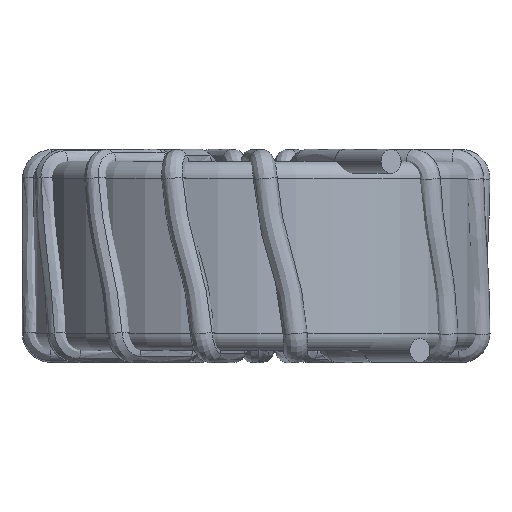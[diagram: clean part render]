
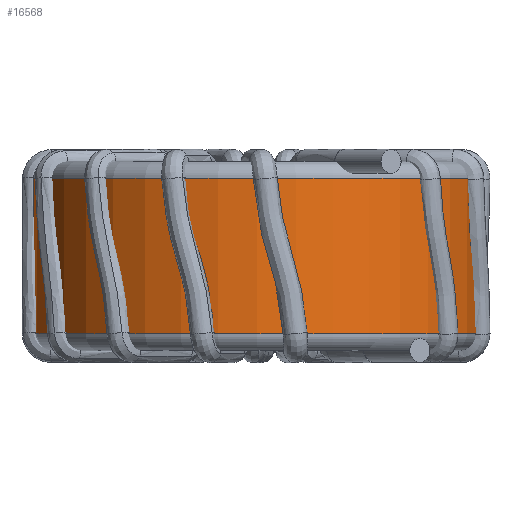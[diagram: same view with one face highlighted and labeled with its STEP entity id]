
A CAD part, front view. The second image highlights one B-rep face of the part: STEP entity #16568.
In plain terms, the highlighted cylindrical face has radius 6.525 mm (diameter 13.05 mm), a partial arc.
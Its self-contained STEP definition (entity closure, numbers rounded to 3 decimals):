
#43 = DIRECTION ( 'NONE',  ( 1., 0., 0. ) ) ;
#176 = AXIS2_PLACEMENT_3D ( 'NONE', #4534, #23245, #27192 ) ;
#704 = ORIENTED_EDGE ( 'NONE', *, *, #15007, .T. ) ;
#2161 = DIRECTION ( 'NONE',  ( 0., 0., 1. ) ) ;
#4534 = CARTESIAN_POINT ( 'NONE',  ( 0., 0., 0. ) ) ;
#4759 = FACE_OUTER_BOUND ( 'NONE', #22416, .T. ) ;
#5058 = LINE ( 'NONE', #10588, #23101 ) ;
#5203 = VERTEX_POINT ( 'NONE', #5934 ) ;
#5934 = CARTESIAN_POINT ( 'NONE',  ( 6.525, 0., -2.265 ) ) ;
#6173 = VERTEX_POINT ( 'NONE', #20893 ) ;
#6227 = CARTESIAN_POINT ( 'NONE',  ( 6.525, 0., 2.265 ) ) ;
#6644 = CIRCLE ( 'NONE', #22657, 6.525 ) ;
#8911 = VERTEX_POINT ( 'NONE', #14143 ) ;
#9039 = CYLINDRICAL_SURFACE ( 'NONE', #176, 6.525 ) ;
#10588 = CARTESIAN_POINT ( 'NONE',  ( -6.525, 0., 0. ) ) ;
#12977 = VECTOR ( 'NONE', #18793, 1000. ) ;
#13485 = DIRECTION ( 'NONE',  ( 1., 0., 0. ) ) ;
#13795 = EDGE_CURVE ( 'NONE', #5203, #23050, #18544, .T. ) ;
#14061 = EDGE_CURVE ( 'NONE', #6173, #23050, #6644, .T. ) ;
#14143 = CARTESIAN_POINT ( 'NONE',  ( -6.525, 0., -2.265 ) ) ;
#14785 = DIRECTION ( 'NONE',  ( 0., 0., 1. ) ) ;
#14850 = CIRCLE ( 'NONE', #23373, 6.525 ) ;
#15007 = EDGE_CURVE ( 'NONE', #8911, #5203, #14850, .T. ) ;
#16568 = ADVANCED_FACE ( 'NONE', ( #4759 ), #9039, .T. ) ;
#18059 = DIRECTION ( 'NONE',  ( 0., 0., 1. ) ) ;
#18544 = LINE ( 'NONE', #20839, #12977 ) ;
#18793 = DIRECTION ( 'NONE',  ( 0., 0., 1. ) ) ;
#19016 = CARTESIAN_POINT ( 'NONE',  ( 0., 0., 2.265 ) ) ;
#20839 = CARTESIAN_POINT ( 'NONE',  ( 6.525, 0., 0. ) ) ;
#20893 = CARTESIAN_POINT ( 'NONE',  ( -6.525, 0., 2.265 ) ) ;
#21395 = ORIENTED_EDGE ( 'NONE', *, *, #25967, .F. ) ;
#22416 = EDGE_LOOP ( 'NONE', ( #21395, #704, #24231, #23861 ) ) ;
#22657 = AXIS2_PLACEMENT_3D ( 'NONE', #19016, #2161, #43 ) ;
#23050 = VERTEX_POINT ( 'NONE', #6227 ) ;
#23101 = VECTOR ( 'NONE', #14785, 1000. ) ;
#23245 = DIRECTION ( 'NONE',  ( 0., 0., 1. ) ) ;
#23373 = AXIS2_PLACEMENT_3D ( 'NONE', #26075, #18059, #13485 ) ;
#23861 = ORIENTED_EDGE ( 'NONE', *, *, #14061, .F. ) ;
#24231 = ORIENTED_EDGE ( 'NONE', *, *, #13795, .T. ) ;
#25967 = EDGE_CURVE ( 'NONE', #8911, #6173, #5058, .T. ) ;
#26075 = CARTESIAN_POINT ( 'NONE',  ( 0., 0., -2.265 ) ) ;
#27192 = DIRECTION ( 'NONE',  ( 1., 0., 0. ) ) ;
